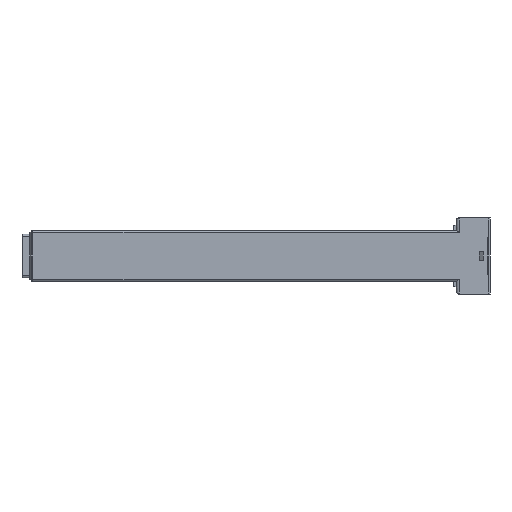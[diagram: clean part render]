
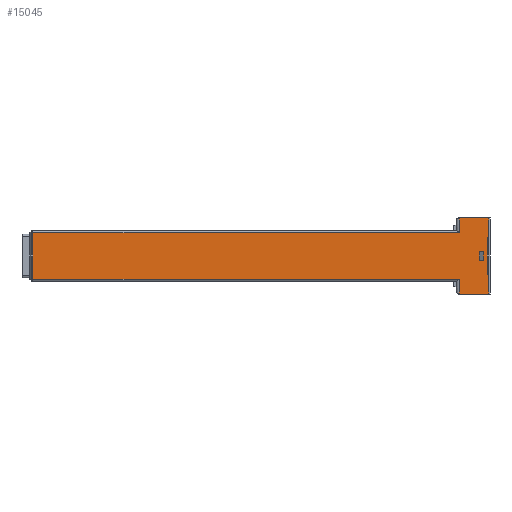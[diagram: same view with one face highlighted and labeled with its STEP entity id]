
A CAD part, left-side view. The second image highlights one B-rep face of the part: STEP entity #15045.
In plain terms, the highlighted planar face has unit normal (-1, 0, 0).
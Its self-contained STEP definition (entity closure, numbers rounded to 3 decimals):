
#20 = VECTOR ( 'NONE', #5259, 1000. ) ;
#88 = DIRECTION ( 'NONE',  ( 0., -1., 0. ) ) ;
#254 = VERTEX_POINT ( 'NONE', #1214 ) ;
#329 = VERTEX_POINT ( 'NONE', #4875 ) ;
#599 = EDGE_CURVE ( 'NONE', #15281, #839, #10317, .T. ) ;
#820 = VECTOR ( 'NONE', #1425, 1000. ) ;
#839 = VERTEX_POINT ( 'NONE', #14385 ) ;
#991 = VERTEX_POINT ( 'NONE', #2350 ) ;
#1075 = ORIENTED_EDGE ( 'NONE', *, *, #13792, .T. ) ;
#1094 = CARTESIAN_POINT ( 'NONE',  ( -35., -28.5, 6. ) ) ;
#1189 = ORIENTED_EDGE ( 'NONE', *, *, #15405, .T. ) ;
#1214 = CARTESIAN_POINT ( 'NONE',  ( -35., -39.5, 25. ) ) ;
#1238 = CARTESIAN_POINT ( 'NONE',  ( -35., -1., 52.5 ) ) ;
#1338 = LINE ( 'NONE', #10083, #10465 ) ;
#1425 = DIRECTION ( 'NONE',  ( 0., 0., -1. ) ) ;
#1446 = LINE ( 'NONE', #11422, #6119 ) ;
#1503 = VECTOR ( 'NONE', #11945, 1000. ) ;
#1646 = EDGE_CURVE ( 'NONE', #7943, #10211, #1338, .T. ) ;
#1682 = LINE ( 'NONE', #9347, #9743 ) ;
#1918 = CARTESIAN_POINT ( 'NONE',  ( -35., -28.5, -6. ) ) ;
#2023 = LINE ( 'NONE', #8148, #14368 ) ;
#2350 = CARTESIAN_POINT ( 'NONE',  ( -35., 586.4, 32. ) ) ;
#2404 = ORIENTED_EDGE ( 'NONE', *, *, #1646, .T. ) ;
#2709 = EDGE_LOOP ( 'NONE', ( #4921, #8484, #2404, #15441, #7789, #9375, #1075, #14761, #13417, #14395, #1189, #14355 ) ) ;
#2792 = EDGE_CURVE ( 'NONE', #12958, #6399, #4075, .T. ) ;
#3415 = DIRECTION ( 'NONE',  ( 0., 1., 0. ) ) ;
#3421 = VERTEX_POINT ( 'NONE', #13508 ) ;
#3563 = CARTESIAN_POINT ( 'NONE',  ( -35., -1., -32. ) ) ;
#3706 = FACE_OUTER_BOUND ( 'NONE', #2709, .T. ) ;
#3835 = EDGE_CURVE ( 'NONE', #839, #6764, #2023, .T. ) ;
#3970 = CARTESIAN_POINT ( 'NONE',  ( -35., -34.5, 6. ) ) ;
#4075 = LINE ( 'NONE', #4328, #6924 ) ;
#4243 = DIRECTION ( 'NONE',  ( 0., 1., 0. ) ) ;
#4328 = CARTESIAN_POINT ( 'NONE',  ( -35., -41.5, 52.5 ) ) ;
#4370 = CARTESIAN_POINT ( 'NONE',  ( -35., 586.4, -32. ) ) ;
#4740 = PLANE ( 'NONE',  #14953 ) ;
#4802 = DIRECTION ( 'NONE',  ( 0., 0., -1. ) ) ;
#4815 = CARTESIAN_POINT ( 'NONE',  ( -35., 586.4, 35. ) ) ;
#4875 = CARTESIAN_POINT ( 'NONE',  ( -35., -1., 52.5 ) ) ;
#4921 = ORIENTED_EDGE ( 'NONE', *, *, #8541, .T. ) ;
#4926 = LINE ( 'NONE', #9480, #10908 ) ;
#5128 = CARTESIAN_POINT ( 'NONE',  ( -35., -1., 32. ) ) ;
#5259 = DIRECTION ( 'NONE',  ( 0., 1., 0. ) ) ;
#5468 = EDGE_CURVE ( 'NONE', #10211, #6764, #13542, .T. ) ;
#5531 = CARTESIAN_POINT ( 'NONE',  ( -35., -41.5, 52.5 ) ) ;
#5547 = VERTEX_POINT ( 'NONE', #5128 ) ;
#5727 = VERTEX_POINT ( 'NONE', #1918 ) ;
#5748 = VECTOR ( 'NONE', #12339, 1000. ) ;
#5798 = DIRECTION ( 'NONE',  ( 0., 0., -1. ) ) ;
#5809 = VECTOR ( 'NONE', #9074, 1000. ) ;
#6119 = VECTOR ( 'NONE', #4243, 1000. ) ;
#6167 = CARTESIAN_POINT ( 'NONE',  ( -35., -41.5, 52.5 ) ) ;
#6255 = CARTESIAN_POINT ( 'NONE',  ( -35., -1., -52.5 ) ) ;
#6334 = EDGE_LOOP ( 'NONE', ( #7114, #12200, #6665, #10717 ) ) ;
#6399 = VERTEX_POINT ( 'NONE', #7738 ) ;
#6481 = CARTESIAN_POINT ( 'NONE',  ( -35., -28.5, 6. ) ) ;
#6665 = ORIENTED_EDGE ( 'NONE', *, *, #14644, .F. ) ;
#6764 = VERTEX_POINT ( 'NONE', #9495 ) ;
#6816 = VERTEX_POINT ( 'NONE', #8602 ) ;
#6924 = VECTOR ( 'NONE', #11508, 1000. ) ;
#6936 = DIRECTION ( 'NONE',  ( 0., -1., 0. ) ) ;
#6984 = EDGE_CURVE ( 'NONE', #15355, #9121, #12692, .T. ) ;
#7001 = CARTESIAN_POINT ( 'NONE',  ( -35., -39.5, -25. ) ) ;
#7047 = DIRECTION ( 'NONE',  ( 0., 0., -1. ) ) ;
#7114 = ORIENTED_EDGE ( 'NONE', *, *, #13210, .F. ) ;
#7209 = VECTOR ( 'NONE', #7448, 1000. ) ;
#7448 = DIRECTION ( 'NONE',  ( 0., 0., -1. ) ) ;
#7738 = CARTESIAN_POINT ( 'NONE',  ( -35., -41.5, 25. ) ) ;
#7766 = EDGE_CURVE ( 'NONE', #5727, #6816, #8549, .T. ) ;
#7789 = ORIENTED_EDGE ( 'NONE', *, *, #3835, .F. ) ;
#7943 = VERTEX_POINT ( 'NONE', #4370 ) ;
#8125 = CARTESIAN_POINT ( 'NONE',  ( -35., -1., -25. ) ) ;
#8148 = CARTESIAN_POINT ( 'NONE',  ( -35., -1., -52.5 ) ) ;
#8167 = VECTOR ( 'NONE', #88, 1000. ) ;
#8439 = VECTOR ( 'NONE', #7047, 1000. ) ;
#8484 = ORIENTED_EDGE ( 'NONE', *, *, #9250, .T. ) ;
#8541 = EDGE_CURVE ( 'NONE', #5547, #991, #4926, .T. ) ;
#8549 = LINE ( 'NONE', #14390, #8167 ) ;
#8602 = CARTESIAN_POINT ( 'NONE',  ( -35., -34.5, -6. ) ) ;
#8759 = VECTOR ( 'NONE', #5798, 1000. ) ;
#8779 = LINE ( 'NONE', #8125, #14743 ) ;
#8978 = LINE ( 'NONE', #10165, #5809 ) ;
#8991 = DIRECTION ( 'NONE',  ( 0., -1., 0. ) ) ;
#9074 = DIRECTION ( 'NONE',  ( 0., 0., -1. ) ) ;
#9095 = EDGE_CURVE ( 'NONE', #254, #6399, #1682, .T. ) ;
#9121 = VERTEX_POINT ( 'NONE', #1094 ) ;
#9250 = EDGE_CURVE ( 'NONE', #991, #7943, #13836, .T. ) ;
#9347 = CARTESIAN_POINT ( 'NONE',  ( -35., -1., 25. ) ) ;
#9351 = DIRECTION ( 'NONE',  ( 0., 1., 0. ) ) ;
#9375 = ORIENTED_EDGE ( 'NONE', *, *, #599, .F. ) ;
#9480 = CARTESIAN_POINT ( 'NONE',  ( -35., 0.514, 32. ) ) ;
#9495 = CARTESIAN_POINT ( 'NONE',  ( -35., -1., -52.5 ) ) ;
#9743 = VECTOR ( 'NONE', #6936, 1000. ) ;
#10083 = CARTESIAN_POINT ( 'NONE',  ( -35., 0.514, -32. ) ) ;
#10165 = CARTESIAN_POINT ( 'NONE',  ( -35., -1., -52.5 ) ) ;
#10211 = VERTEX_POINT ( 'NONE', #3563 ) ;
#10317 = LINE ( 'NONE', #6167, #820 ) ;
#10465 = VECTOR ( 'NONE', #8991, 1000. ) ;
#10660 = DIRECTION ( 'NONE',  ( 0., 1., 0. ) ) ;
#10717 = ORIENTED_EDGE ( 'NONE', *, *, #7766, .F. ) ;
#10908 = VECTOR ( 'NONE', #10660, 1000. ) ;
#11422 = CARTESIAN_POINT ( 'NONE',  ( -35., -1., 52.5 ) ) ;
#11508 = DIRECTION ( 'NONE',  ( 0., 0., -1. ) ) ;
#11578 = LINE ( 'NONE', #7001, #8439 ) ;
#11945 = DIRECTION ( 'NONE',  ( 0., 0., -1. ) ) ;
#11982 = DIRECTION ( 'NONE',  ( 1., 0., 0. ) ) ;
#12200 = ORIENTED_EDGE ( 'NONE', *, *, #6984, .F. ) ;
#12268 = EDGE_CURVE ( 'NONE', #329, #5547, #8978, .T. ) ;
#12339 = DIRECTION ( 'NONE',  ( 0., 0., 1. ) ) ;
#12368 = CARTESIAN_POINT ( 'NONE',  ( -35., -41.5, -25. ) ) ;
#12468 = EDGE_CURVE ( 'NONE', #254, #3421, #11578, .T. ) ;
#12692 = LINE ( 'NONE', #6481, #20 ) ;
#12858 = LINE ( 'NONE', #3970, #5748 ) ;
#12958 = VERTEX_POINT ( 'NONE', #5531 ) ;
#13210 = EDGE_CURVE ( 'NONE', #9121, #5727, #14727, .T. ) ;
#13417 = ORIENTED_EDGE ( 'NONE', *, *, #9095, .T. ) ;
#13508 = CARTESIAN_POINT ( 'NONE',  ( -35., -39.5, -25. ) ) ;
#13542 = LINE ( 'NONE', #6255, #7209 ) ;
#13594 = FACE_BOUND ( 'NONE', #6334, .T. ) ;
#13792 = EDGE_CURVE ( 'NONE', #15281, #3421, #8779, .T. ) ;
#13836 = LINE ( 'NONE', #4815, #1503 ) ;
#14169 = CARTESIAN_POINT ( 'NONE',  ( -35., -28.5, -6. ) ) ;
#14355 = ORIENTED_EDGE ( 'NONE', *, *, #12268, .T. ) ;
#14368 = VECTOR ( 'NONE', #3415, 1000. ) ;
#14385 = CARTESIAN_POINT ( 'NONE',  ( -35., -41.5, -52.5 ) ) ;
#14390 = CARTESIAN_POINT ( 'NONE',  ( -35., -34.5, -6. ) ) ;
#14395 = ORIENTED_EDGE ( 'NONE', *, *, #2792, .F. ) ;
#14644 = EDGE_CURVE ( 'NONE', #6816, #15355, #12858, .T. ) ;
#14727 = LINE ( 'NONE', #14169, #8759 ) ;
#14743 = VECTOR ( 'NONE', #9351, 1000. ) ;
#14761 = ORIENTED_EDGE ( 'NONE', *, *, #12468, .F. ) ;
#14873 = CARTESIAN_POINT ( 'NONE',  ( -35., -34.5, 6. ) ) ;
#14953 = AXIS2_PLACEMENT_3D ( 'NONE', #1238, #11982, #4802 ) ;
#15045 = ADVANCED_FACE ( 'NONE', ( #13594, #3706 ), #4740, .F. ) ;
#15281 = VERTEX_POINT ( 'NONE', #12368 ) ;
#15355 = VERTEX_POINT ( 'NONE', #14873 ) ;
#15405 = EDGE_CURVE ( 'NONE', #12958, #329, #1446, .T. ) ;
#15441 = ORIENTED_EDGE ( 'NONE', *, *, #5468, .T. ) ;
